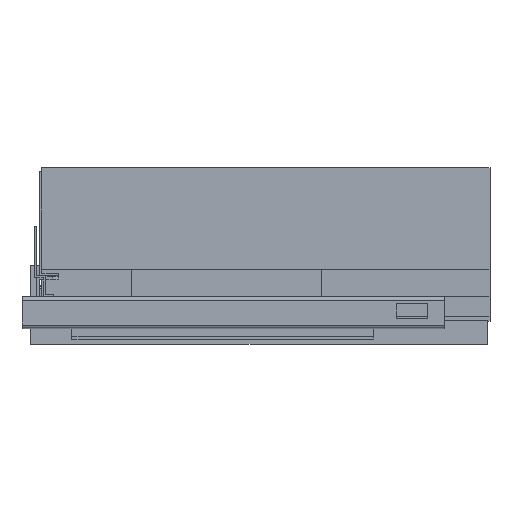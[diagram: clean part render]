
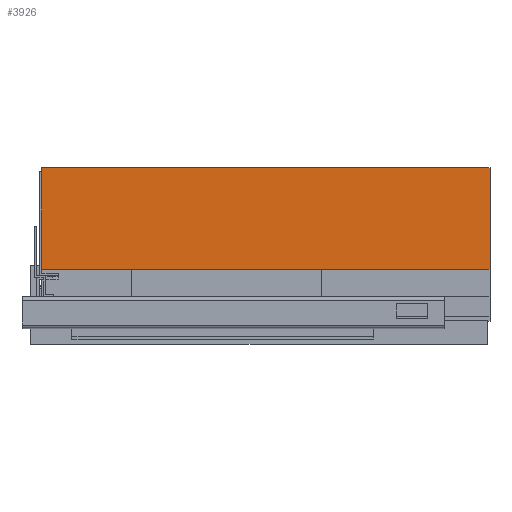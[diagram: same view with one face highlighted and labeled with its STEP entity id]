
A CAD part, top view. The second image highlights one B-rep face of the part: STEP entity #3926.
In plain terms, the highlighted planar face has unit normal (0, 0, 1).
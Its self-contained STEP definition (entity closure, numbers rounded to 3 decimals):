
#190 = VECTOR ( 'NONE', #7958, 1000. ) ;
#231 = VECTOR ( 'NONE', #6375, 1000. ) ;
#825 = CARTESIAN_POINT ( 'NONE',  ( -260., 30., 13.5 ) ) ;
#1519 = LINE ( 'NONE', #6966, #231 ) ;
#1649 = AXIS2_PLACEMENT_3D ( 'NONE', #2192, #2152, #4845 ) ;
#1733 = VERTEX_POINT ( 'NONE', #6369 ) ;
#1795 = DIRECTION ( 'NONE',  ( 0., -1., 0. ) ) ;
#1801 = ORIENTED_EDGE ( 'NONE', *, *, #2784, .T. ) ;
#2005 = CARTESIAN_POINT ( 'NONE',  ( 0., 30., 13.5 ) ) ;
#2129 = CARTESIAN_POINT ( 'NONE',  ( 0., 89., 13.5 ) ) ;
#2152 = DIRECTION ( 'NONE',  ( 0., 0., 1. ) ) ;
#2192 = CARTESIAN_POINT ( 'NONE',  ( -260., 89., 13.5 ) ) ;
#2288 = VECTOR ( 'NONE', #3392, 1000. ) ;
#2626 = EDGE_LOOP ( 'NONE', ( #5355, #5095, #6887, #1801 ) ) ;
#2784 = EDGE_CURVE ( 'NONE', #6585, #3054, #5773, .T. ) ;
#3054 = VERTEX_POINT ( 'NONE', #2005 ) ;
#3392 = DIRECTION ( 'NONE',  ( 0., -1., 0. ) ) ;
#3795 = CARTESIAN_POINT ( 'NONE',  ( 0., 89., 13.5 ) ) ;
#3926 = ADVANCED_FACE ( 'NONE', ( #4892 ), #6274, .T. ) ;
#4329 = VECTOR ( 'NONE', #1795, 1000. ) ;
#4387 = CARTESIAN_POINT ( 'NONE',  ( -260., 30., 13.5 ) ) ;
#4712 = LINE ( 'NONE', #5350, #4329 ) ;
#4845 = DIRECTION ( 'NONE',  ( 0., -1., 0. ) ) ;
#4892 = FACE_OUTER_BOUND ( 'NONE', #2626, .T. ) ;
#4946 = EDGE_CURVE ( 'NONE', #5689, #3054, #8902, .T. ) ;
#5095 = ORIENTED_EDGE ( 'NONE', *, *, #7695, .F. ) ;
#5350 = CARTESIAN_POINT ( 'NONE',  ( -260., 89., 13.5 ) ) ;
#5355 = ORIENTED_EDGE ( 'NONE', *, *, #4946, .F. ) ;
#5689 = VERTEX_POINT ( 'NONE', #3795 ) ;
#5773 = LINE ( 'NONE', #825, #190 ) ;
#6274 = PLANE ( 'NONE',  #1649 ) ;
#6369 = CARTESIAN_POINT ( 'NONE',  ( -260., 89., 13.5 ) ) ;
#6375 = DIRECTION ( 'NONE',  ( 1., 0., 0. ) ) ;
#6585 = VERTEX_POINT ( 'NONE', #4387 ) ;
#6706 = EDGE_CURVE ( 'NONE', #1733, #6585, #4712, .T. ) ;
#6887 = ORIENTED_EDGE ( 'NONE', *, *, #6706, .T. ) ;
#6966 = CARTESIAN_POINT ( 'NONE',  ( -260., 89., 13.5 ) ) ;
#7695 = EDGE_CURVE ( 'NONE', #1733, #5689, #1519, .T. ) ;
#7958 = DIRECTION ( 'NONE',  ( 1., 0., 0. ) ) ;
#8902 = LINE ( 'NONE', #2129, #2288 ) ;
